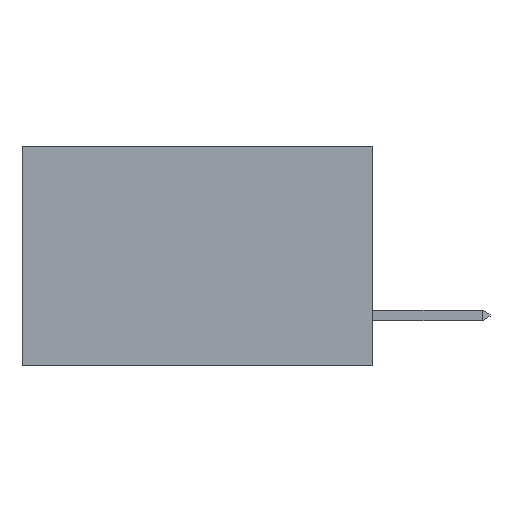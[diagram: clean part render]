
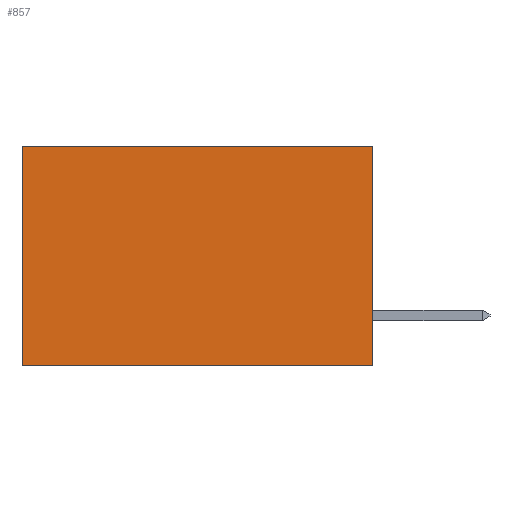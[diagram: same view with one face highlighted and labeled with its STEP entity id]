
A CAD part, left-side view. The second image highlights one B-rep face of the part: STEP entity #857.
In plain terms, the highlighted planar face has unit normal (-1, 0, 0).
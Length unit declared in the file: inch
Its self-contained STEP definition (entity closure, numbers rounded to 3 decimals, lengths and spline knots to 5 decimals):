
#347 = VECTOR ( 'NONE', #1990, 39.37008 ) ;
#379 = VERTEX_POINT ( 'NONE', #6268 ) ;
#456 = CARTESIAN_POINT ( 'NONE',  ( 0.277, 0., 0. ) ) ;
#857 = ADVANCED_FACE ( 'NONE', ( #8576 ), #19735, .F. ) ;
#1152 = CARTESIAN_POINT ( 'NONE',  ( 0.277, 0., -0.37 ) ) ;
#1829 = DIRECTION ( 'NONE',  ( 0., 0., -1. ) ) ;
#1898 = CARTESIAN_POINT ( 'NONE',  ( 0.277, 0., -0.37 ) ) ;
#1935 = EDGE_LOOP ( 'NONE', ( #7893, #9551, #18317, #12731 ) ) ;
#1990 = DIRECTION ( 'NONE',  ( 0., 1., 0. ) ) ;
#5917 = DIRECTION ( 'NONE',  ( 1., 0., 0. ) ) ;
#6268 = CARTESIAN_POINT ( 'NONE',  ( 0.277, 0.59, -0.37 ) ) ;
#6369 = CARTESIAN_POINT ( 'NONE',  ( 0.277, 0.59, -0.37 ) ) ;
#6595 = EDGE_CURVE ( 'NONE', #10392, #17524, #6852, .T. ) ;
#6852 = LINE ( 'NONE', #12611, #18841 ) ;
#7893 = ORIENTED_EDGE ( 'NONE', *, *, #15260, .T. ) ;
#8093 = LINE ( 'NONE', #6369, #11793 ) ;
#8576 = FACE_OUTER_BOUND ( 'NONE', #1935, .T. ) ;
#9034 = LINE ( 'NONE', #456, #347 ) ;
#9146 = DIRECTION ( 'NONE',  ( 0., 0., -1. ) ) ;
#9551 = ORIENTED_EDGE ( 'NONE', *, *, #12718, .F. ) ;
#10318 = AXIS2_PLACEMENT_3D ( 'NONE', #1898, #5917, #9146 ) ;
#10392 = VERTEX_POINT ( 'NONE', #15291 ) ;
#11417 = VECTOR ( 'NONE', #12355, 39.37008 ) ;
#11793 = VECTOR ( 'NONE', #1829, 39.37008 ) ;
#12355 = DIRECTION ( 'NONE',  ( 0., 1., 0. ) ) ;
#12611 = CARTESIAN_POINT ( 'NONE',  ( 0.277, 0., -0.37 ) ) ;
#12718 = EDGE_CURVE ( 'NONE', #17524, #379, #19697, .T. ) ;
#12731 = ORIENTED_EDGE ( 'NONE', *, *, #16580, .T. ) ;
#13199 = CARTESIAN_POINT ( 'NONE',  ( 0.277, 0.59, 0. ) ) ;
#13776 = VERTEX_POINT ( 'NONE', #13199 ) ;
#14199 = DIRECTION ( 'NONE',  ( 0., 0., -1. ) ) ;
#15260 = EDGE_CURVE ( 'NONE', #13776, #379, #8093, .T. ) ;
#15291 = CARTESIAN_POINT ( 'NONE',  ( 0.277, 0., 0. ) ) ;
#16580 = EDGE_CURVE ( 'NONE', #10392, #13776, #9034, .T. ) ;
#17524 = VERTEX_POINT ( 'NONE', #1152 ) ;
#18317 = ORIENTED_EDGE ( 'NONE', *, *, #6595, .F. ) ;
#18559 = CARTESIAN_POINT ( 'NONE',  ( 0.277, 0., -0.37 ) ) ;
#18841 = VECTOR ( 'NONE', #14199, 39.37008 ) ;
#19697 = LINE ( 'NONE', #18559, #11417 ) ;
#19735 = PLANE ( 'NONE',  #10318 ) ;
